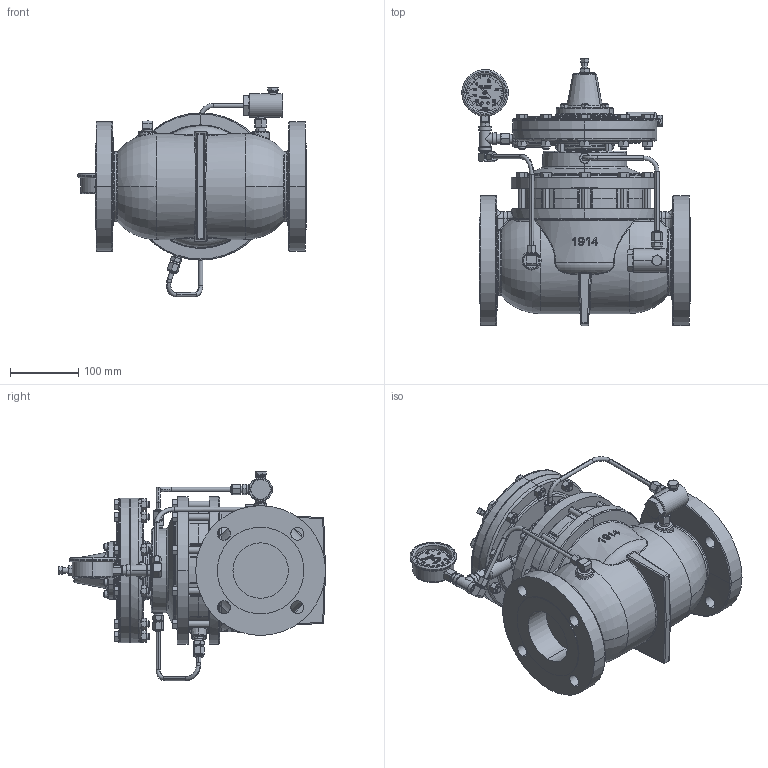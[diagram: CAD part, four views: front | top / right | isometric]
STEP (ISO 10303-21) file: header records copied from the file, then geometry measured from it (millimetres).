
FILE_DESCRIPTION (( 'STEP AP203' ), '1' );
FILE_NAME ('3 INCH 302 FGT OPR WITH 20 lb SP (AOW20).STEP', '2014-08-29T17:41:03', ( 'PCTech' ), ( 'Microsoft' ), 'SwSTEP 2.0', 'SolidWorks 2014', '' );
FILE_SCHEMA (( 'CONFIG_CONTROL_DESIGN' ));
Products named in the file (1): 3 INCH 302 FGT OPR WITH 20 lb SP (AOW20)
Bounding box: 335.02 x 391.86 x 307.4 mm (x, y, z)
Volume: 9763203.8 mm3; surface area: 564172.3 mm2
Topology: 1 solids, 1 shells, 4138 faces, 10467 edges, 6509 vertices
Faces by surface type: plane 1754, bspline 879, cylinder 656, cone 507, torus 212, sphere 130
Entity records: 182898 total; most frequent: CARTESIAN_POINT 90550, ORIENTED_EDGE 20718, DIRECTION 16703, EDGE_CURVE 10359, VERTEX_POINT 6507, AXIS2_PLACEMENT_3D 5993, VECTOR 4717, LINE 4717
